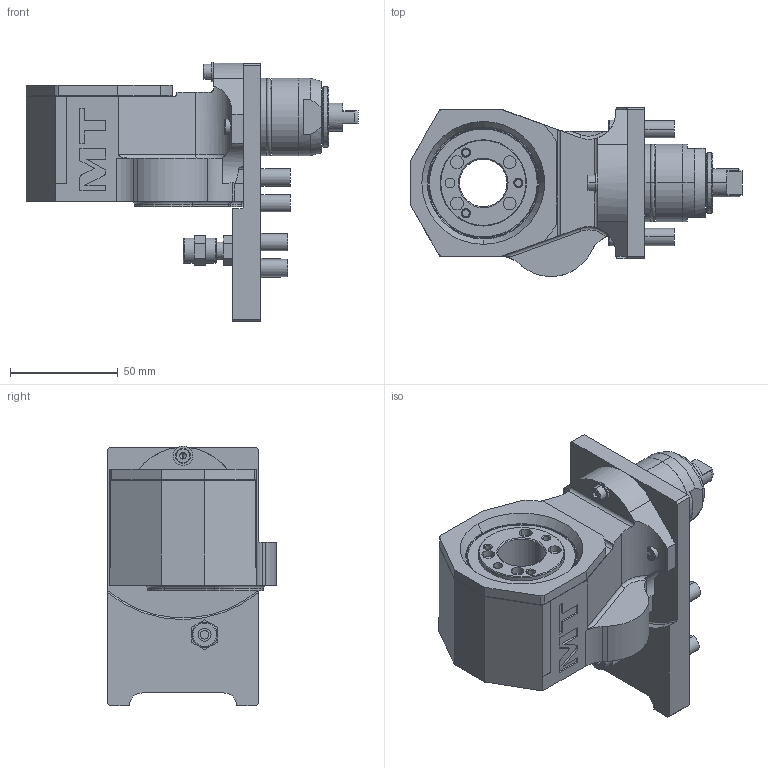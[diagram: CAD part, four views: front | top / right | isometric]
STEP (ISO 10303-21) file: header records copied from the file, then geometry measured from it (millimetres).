
FILE_DESCRIPTION((''),'2;1');
FILE_NAME('CTZ0110112_CONF','2024-11-28T08:34:45',('smalpassi'),('M.T. srl'),'CREO PARAMETRIC BY PTC INC, 2023352','CREO PARAMETRIC BY PTC INC, 2023352','');
FILE_SCHEMA(('CONFIG_CONTROL_DESIGN'));
Length unit declared in the file: millimetre
Products named in the file (1): CTZ0110112_CONF
Bounding box: 154 x 78.36 x 120.5 mm (x, y, z)
Volume: 391007.5 mm3; surface area: 61651 mm2
Topology: 1 solids, 1 shells, 377 faces, 938 edges, 606 vertices
Faces by surface type: plane 191, cylinder 120, cone 36, torus 26, extrusion 4
Entity records: 12231 total; most frequent: CARTESIAN_POINT 3077, DIRECTION 1914, ORIENTED_EDGE 1872, EDGE_CURVE 936, AXIS2_PLACEMENT_3D 684, VERTEX_POINT 606, VECTOR 546, LINE 542
